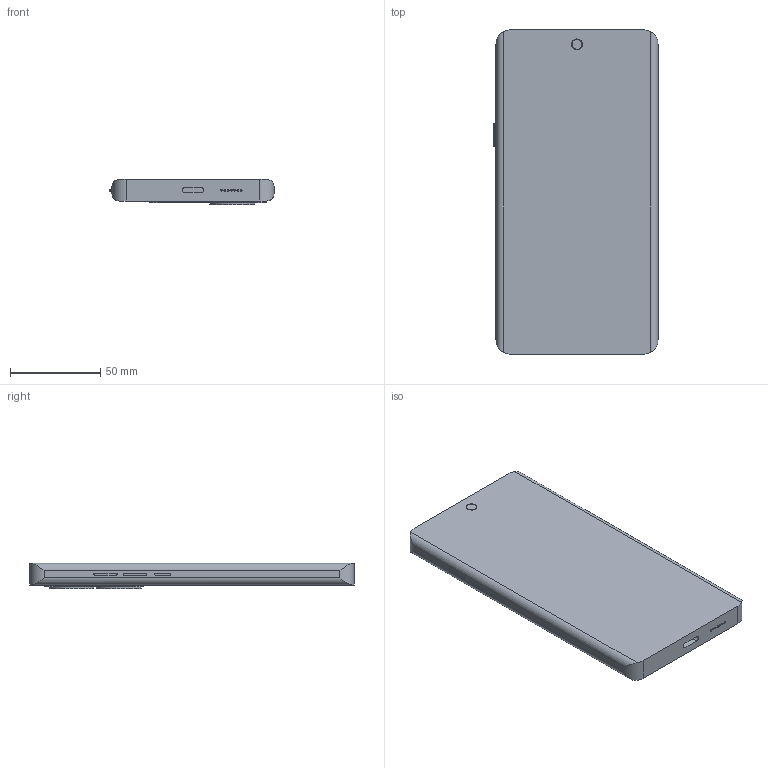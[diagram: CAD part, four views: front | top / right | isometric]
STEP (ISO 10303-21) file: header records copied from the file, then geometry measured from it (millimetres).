
FILE_DESCRIPTION (( 'STEP AP203' ), '1' );
FILE_NAME ('忒儂.STEP', '2025-01-15T02:42:13', ( '' ), ( '' ), 'SwSTEP 2.0', 'SolidWorks 2024', '' );
FILE_SCHEMA (( 'CONFIG_CONTROL_DESIGN' ));
Length unit declared in the file: millimetre
Products named in the file (9): 摄像头2; 摄像头; 手机; 开关; 按键; 摄像头灯泡; 摄像头基底; 摄像头3; 本体
Assembly tree (12 placements, depth 2):
  手机
    本体
    摄像头  x2
    开关
    按键  x2
    摄像头灯泡  x3
    摄像头基底
    摄像头2
    摄像头3
Bounding box: 91.11 x 180 x 14 mm (x, y, z)
Volume: 195611.9 mm3; surface area: 47781.6 mm2
Topology: 12 solids, 12 shells, 118 faces, 246 edges, 164 vertices
Faces by surface type: cylinder 64, plane 54
Entity records: 4066 total; most frequent: CARTESIAN_POINT 789, DIRECTION 521, ORIENTED_EDGE 414, AXIS2_PLACEMENT_3D 210, EDGE_CURVE 207, VERTEX_POINT 138, EDGE_LOOP 111, VECTOR 101
